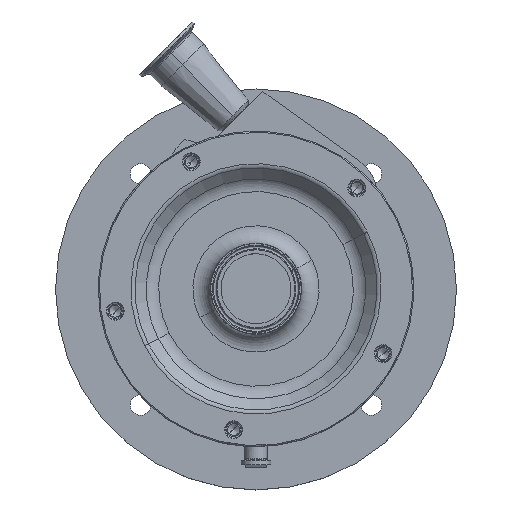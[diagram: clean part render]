
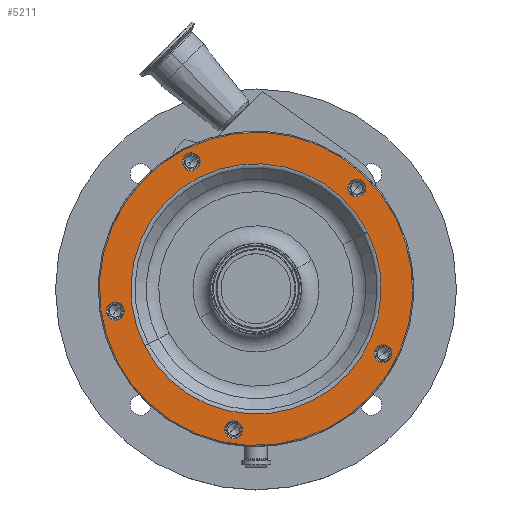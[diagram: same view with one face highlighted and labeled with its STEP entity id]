
A CAD part, top view. The second image highlights one B-rep face of the part: STEP entity #5211.
In plain terms, the highlighted planar face has unit normal (0, 0, 1).
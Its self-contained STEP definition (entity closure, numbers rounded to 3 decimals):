
#23 = ORIENTED_EDGE ( 'NONE', *, *, #1022, .F. ) ;
#126 = DIRECTION ( 'NONE',  ( 0., 0., -1. ) ) ;
#243 = CIRCLE ( 'NONE', #1754, 7.644 ) ;
#290 = CARTESIAN_POINT ( 'NONE',  ( 93.078, 89.737, 316. ) ) ;
#380 = VERTEX_POINT ( 'NONE', #7321 ) ;
#476 = EDGE_CURVE ( 'NONE', #7069, #4887, #2386, .T. ) ;
#478 = DIRECTION ( 'NONE',  ( 0., 0., -1. ) ) ;
#489 = CARTESIAN_POINT ( 'NONE',  ( -113.687, -15.615, 316. ) ) ;
#518 = DIRECTION ( 'NONE',  ( 0., 0., -1. ) ) ;
#528 = EDGE_CURVE ( 'NONE', #4887, #7069, #6729, .T. ) ;
#587 = CIRCLE ( 'NONE', #1095, 7.644 ) ;
#656 = FACE_BOUND ( 'NONE', #3407, .T. ) ;
#664 = CARTESIAN_POINT ( 'NONE',  ( 0., 0., 316. ) ) ;
#670 = CARTESIAN_POINT ( 'NONE',  ( -25.896, -123.968, 316. ) ) ;
#747 = AXIS2_PLACEMENT_3D ( 'NONE', #4563, #518, #7073 ) ;
#926 = ORIENTED_EDGE ( 'NONE', *, *, #9565, .T. ) ;
#987 = EDGE_CURVE ( 'NONE', #6129, #9267, #4252, .T. ) ;
#1022 = EDGE_CURVE ( 'NONE', #5922, #5435, #9760, .T. ) ;
#1035 = CARTESIAN_POINT ( 'NONE',  ( -19.085, -120.498, 316. ) ) ;
#1087 = DIRECTION ( 'NONE',  ( -0.891, -0.454, 0. ) ) ;
#1095 = AXIS2_PLACEMENT_3D ( 'NONE', #9731, #8838, #8164 ) ;
#1322 = CARTESIAN_POINT ( 'NONE',  ( 108.703, -55.387, 316. ) ) ;
#1375 = EDGE_CURVE ( 'NONE', #1988, #3964, #243, .T. ) ;
#1382 = DIRECTION ( 'NONE',  ( -0.891, -0.454, 0. ) ) ;
#1467 = ORIENTED_EDGE ( 'NONE', *, *, #6557, .T. ) ;
#1501 = AXIS2_PLACEMENT_3D ( 'NONE', #5587, #4117, #2504 ) ;
#1520 = DIRECTION ( 'NONE',  ( 0., 0., -1. ) ) ;
#1573 = VERTEX_POINT ( 'NONE', #3450 ) ;
#1641 = AXIS2_PLACEMENT_3D ( 'NONE', #1322, #5250, #10120 ) ;
#1754 = AXIS2_PLACEMENT_3D ( 'NONE', #7941, #5596, #7994 ) ;
#1900 = ORIENTED_EDGE ( 'NONE', *, *, #8232, .T. ) ;
#1988 = VERTEX_POINT ( 'NONE', #8316 ) ;
#2109 = EDGE_LOOP ( 'NONE', ( #1900, #5299 ) ) ;
#2168 = FACE_BOUND ( 'NONE', #5990, .T. ) ;
#2226 = DIRECTION ( 'NONE',  ( 0., 0., -1. ) ) ;
#2262 = ORIENTED_EDGE ( 'NONE', *, *, #6716, .T. ) ;
#2284 = FACE_BOUND ( 'NONE', #2109, .T. ) ;
#2310 = EDGE_CURVE ( 'NONE', #5435, #5922, #4137, .T. ) ;
#2346 = CARTESIAN_POINT ( 'NONE',  ( 95.401, 48.609, 316. ) ) ;
#2386 = CIRCLE ( 'NONE', #9893, 7.644 ) ;
#2478 = DIRECTION ( 'NONE',  ( -0.891, -0.454, 0. ) ) ;
#2504 = DIRECTION ( 'NONE',  ( -0.891, -0.454, 0. ) ) ;
#2522 = VERTEX_POINT ( 'NONE', #5630 ) ;
#2642 = AXIS2_PLACEMENT_3D ( 'NONE', #664, #2226, #10076 ) ;
#2680 = ORIENTED_EDGE ( 'NONE', *, *, #528, .T. ) ;
#2726 = CIRCLE ( 'NONE', #3226, 7.644 ) ;
#2839 = EDGE_LOOP ( 'NONE', ( #2262, #6581 ) ) ;
#3031 = DIRECTION ( 'NONE',  ( 0., 0., -1. ) ) ;
#3066 = CARTESIAN_POINT ( 'NONE',  ( -60.835, 119.395, 316. ) ) ;
#3224 = CARTESIAN_POINT ( 'NONE',  ( -55.387, 108.703, 316. ) ) ;
#3226 = AXIS2_PLACEMENT_3D ( 'NONE', #8409, #7612, #6735 ) ;
#3335 = DIRECTION ( 'NONE',  ( -0.891, -0.454, 0. ) ) ;
#3407 = EDGE_LOOP ( 'NONE', ( #1467, #926 ) ) ;
#3411 = EDGE_CURVE ( 'NONE', #2522, #1573, #6997, .T. ) ;
#3450 = CARTESIAN_POINT ( 'NONE',  ( 101.892, -58.857, 316. ) ) ;
#3546 = CARTESIAN_POINT ( 'NONE',  ( -119.395, -60.835, 316. ) ) ;
#3581 = CARTESIAN_POINT ( 'NONE',  ( -12.274, -117.028, 316. ) ) ;
#3645 = VERTEX_POINT ( 'NONE', #4938 ) ;
#3734 = DIRECTION ( 'NONE',  ( 0., 0., -1. ) ) ;
#3809 = CARTESIAN_POINT ( 'NONE',  ( 0., 0., 316. ) ) ;
#3888 = CARTESIAN_POINT ( 'NONE',  ( -120.498, -19.085, 316. ) ) ;
#3964 = VERTEX_POINT ( 'NONE', #290 ) ;
#4117 = DIRECTION ( 'NONE',  ( 0., 0., -1. ) ) ;
#4137 = CIRCLE ( 'NONE', #2642, 134. ) ;
#4195 = EDGE_CURVE ( 'NONE', #9267, #6129, #4330, .T. ) ;
#4220 = VERTEX_POINT ( 'NONE', #489 ) ;
#4242 = VERTEX_POINT ( 'NONE', #10184 ) ;
#4252 = CIRCLE ( 'NONE', #5079, 107.071 ) ;
#4330 = CIRCLE ( 'NONE', #7500, 107.071 ) ;
#4432 = DIRECTION ( 'NONE',  ( 0., 0., -1. ) ) ;
#4468 = CARTESIAN_POINT ( 'NONE',  ( -120.498, -19.085, 316. ) ) ;
#4563 = CARTESIAN_POINT ( 'NONE',  ( 0., 0., 316. ) ) ;
#4638 = FACE_BOUND ( 'NONE', #8004, .T. ) ;
#4887 = VERTEX_POINT ( 'NONE', #670 ) ;
#4892 = EDGE_CURVE ( 'NONE', #1573, #2522, #6007, .T. ) ;
#4938 = CARTESIAN_POINT ( 'NONE',  ( -62.197, 105.233, 316. ) ) ;
#5079 = AXIS2_PLACEMENT_3D ( 'NONE', #8536, #1520, #7683 ) ;
#5082 = CARTESIAN_POINT ( 'NONE',  ( 119.395, 60.835, 316. ) ) ;
#5211 = ADVANCED_FACE ( 'NONE', ( #6089, #2168, #4638, #2284, #656, #7760, #5258 ), #9281, .F. ) ;
#5250 = DIRECTION ( 'NONE',  ( 0., 0., -1. ) ) ;
#5258 = FACE_BOUND ( 'NONE', #6850, .T. ) ;
#5299 = ORIENTED_EDGE ( 'NONE', *, *, #7135, .T. ) ;
#5435 = VERTEX_POINT ( 'NONE', #5082 ) ;
#5587 = CARTESIAN_POINT ( 'NONE',  ( 108.703, -55.387, 316. ) ) ;
#5596 = DIRECTION ( 'NONE',  ( 0., 0., -1. ) ) ;
#5605 = AXIS2_PLACEMENT_3D ( 'NONE', #4468, #478, #8681 ) ;
#5630 = CARTESIAN_POINT ( 'NONE',  ( 115.513, -51.917, 316. ) ) ;
#5730 = ORIENTED_EDGE ( 'NONE', *, *, #476, .T. ) ;
#5852 = DIRECTION ( 'NONE',  ( 0., 0., -1. ) ) ;
#5922 = VERTEX_POINT ( 'NONE', #3546 ) ;
#5990 = EDGE_LOOP ( 'NONE', ( #6358, #8671 ) ) ;
#6007 = CIRCLE ( 'NONE', #1501, 7.644 ) ;
#6089 = FACE_BOUND ( 'NONE', #2839, .T. ) ;
#6129 = VERTEX_POINT ( 'NONE', #2346 ) ;
#6358 = ORIENTED_EDGE ( 'NONE', *, *, #3411, .T. ) ;
#6533 = AXIS2_PLACEMENT_3D ( 'NONE', #3066, #8555, #1382 ) ;
#6557 = EDGE_CURVE ( 'NONE', #380, #3645, #10245, .T. ) ;
#6581 = ORIENTED_EDGE ( 'NONE', *, *, #1375, .T. ) ;
#6716 = EDGE_CURVE ( 'NONE', #3964, #1988, #2726, .T. ) ;
#6729 = CIRCLE ( 'NONE', #6892, 7.644 ) ;
#6735 = DIRECTION ( 'NONE',  ( -0.891, -0.454, 0. ) ) ;
#6836 = CARTESIAN_POINT ( 'NONE',  ( -19.085, -120.498, 316. ) ) ;
#6850 = EDGE_LOOP ( 'NONE', ( #7198, #8695 ) ) ;
#6892 = AXIS2_PLACEMENT_3D ( 'NONE', #6836, #4432, #9039 ) ;
#6997 = CIRCLE ( 'NONE', #1641, 7.644 ) ;
#7008 = DIRECTION ( 'NONE',  ( -0.891, -0.454, 0. ) ) ;
#7069 = VERTEX_POINT ( 'NONE', #3581 ) ;
#7072 = AXIS2_PLACEMENT_3D ( 'NONE', #3224, #126, #3335 ) ;
#7073 = DIRECTION ( 'NONE',  ( -0.891, -0.454, 0. ) ) ;
#7135 = EDGE_CURVE ( 'NONE', #4242, #4220, #7418, .T. ) ;
#7198 = ORIENTED_EDGE ( 'NONE', *, *, #4195, .T. ) ;
#7321 = CARTESIAN_POINT ( 'NONE',  ( -48.576, 112.173, 316. ) ) ;
#7418 = CIRCLE ( 'NONE', #7741, 7.644 ) ;
#7500 = AXIS2_PLACEMENT_3D ( 'NONE', #3809, #3031, #7008 ) ;
#7612 = DIRECTION ( 'NONE',  ( 0., 0., -1. ) ) ;
#7683 = DIRECTION ( 'NONE',  ( -0.891, -0.454, 0. ) ) ;
#7741 = AXIS2_PLACEMENT_3D ( 'NONE', #3888, #3734, #2478 ) ;
#7760 = FACE_OUTER_BOUND ( 'NONE', #8955, .T. ) ;
#7941 = CARTESIAN_POINT ( 'NONE',  ( 86.267, 86.267, 316. ) ) ;
#7994 = DIRECTION ( 'NONE',  ( -0.891, -0.454, 0. ) ) ;
#8004 = EDGE_LOOP ( 'NONE', ( #5730, #2680 ) ) ;
#8164 = DIRECTION ( 'NONE',  ( -0.891, -0.454, 0. ) ) ;
#8232 = EDGE_CURVE ( 'NONE', #4220, #4242, #9608, .T. ) ;
#8316 = CARTESIAN_POINT ( 'NONE',  ( 79.456, 82.797, 316. ) ) ;
#8409 = CARTESIAN_POINT ( 'NONE',  ( 86.267, 86.267, 316. ) ) ;
#8536 = CARTESIAN_POINT ( 'NONE',  ( 0., 0., 316. ) ) ;
#8555 = DIRECTION ( 'NONE',  ( 0., 0., -1. ) ) ;
#8671 = ORIENTED_EDGE ( 'NONE', *, *, #4892, .T. ) ;
#8681 = DIRECTION ( 'NONE',  ( -0.891, -0.454, 0. ) ) ;
#8688 = CARTESIAN_POINT ( 'NONE',  ( -95.401, -48.609, 316. ) ) ;
#8695 = ORIENTED_EDGE ( 'NONE', *, *, #987, .T. ) ;
#8838 = DIRECTION ( 'NONE',  ( 0., 0., -1. ) ) ;
#8955 = EDGE_LOOP ( 'NONE', ( #23, #9363 ) ) ;
#9039 = DIRECTION ( 'NONE',  ( -0.891, -0.454, 0. ) ) ;
#9267 = VERTEX_POINT ( 'NONE', #8688 ) ;
#9281 = PLANE ( 'NONE',  #6533 ) ;
#9363 = ORIENTED_EDGE ( 'NONE', *, *, #2310, .F. ) ;
#9565 = EDGE_CURVE ( 'NONE', #3645, #380, #587, .T. ) ;
#9608 = CIRCLE ( 'NONE', #5605, 7.644 ) ;
#9731 = CARTESIAN_POINT ( 'NONE',  ( -55.387, 108.703, 316. ) ) ;
#9760 = CIRCLE ( 'NONE', #747, 134. ) ;
#9893 = AXIS2_PLACEMENT_3D ( 'NONE', #1035, #5852, #1087 ) ;
#10076 = DIRECTION ( 'NONE',  ( -0.891, -0.454, 0. ) ) ;
#10120 = DIRECTION ( 'NONE',  ( -0.891, -0.454, 0. ) ) ;
#10184 = CARTESIAN_POINT ( 'NONE',  ( -127.309, -22.555, 316. ) ) ;
#10245 = CIRCLE ( 'NONE', #7072, 7.644 ) ;
